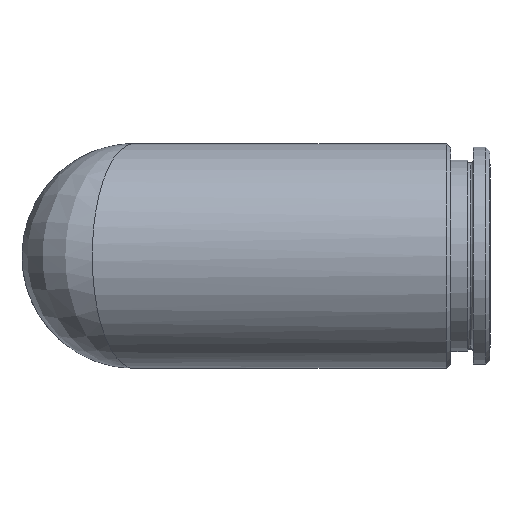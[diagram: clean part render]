
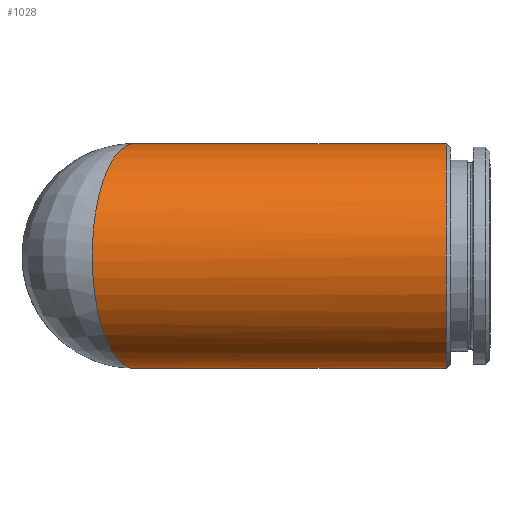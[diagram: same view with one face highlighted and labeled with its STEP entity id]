
A CAD part, left-side view. The second image highlights one B-rep face of the part: STEP entity #1028.
In plain terms, the highlighted cylindrical face has radius 8 mm (diameter 16 mm), a partial arc.
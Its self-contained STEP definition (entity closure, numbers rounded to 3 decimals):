
#450 = CARTESIAN_POINT ( 'NONE',  ( 0., 0., -8. ) ) ;
#451 = CARTESIAN_POINT ( 'NONE',  ( -16., 6., -8. ) ) ;
#452 = CARTESIAN_POINT ( 'NONE',  ( -16., 6., 8. ) ) ;
#453 = CARTESIAN_POINT ( 'NONE',  ( 0., 0., 8. ) ) ;
#456 =( BOUNDED_CURVE ( )  B_SPLINE_CURVE ( 3, ( #453, #452, #451, #450 ),
 .UNSPECIFIED., .F., .T. ) 
 B_SPLINE_CURVE_WITH_KNOTS ( ( 4, 4 ),
 ( 1.571, 4.712 ),
 .UNSPECIFIED. ) 
 CURVE ( )  GEOMETRIC_REPRESENTATION_ITEM ( )  RATIONAL_B_SPLINE_CURVE ( ( 1., 0.333, 0.333, 1. ) ) 
 REPRESENTATION_ITEM ( '' )  );
#529 = VECTOR ( 'NONE', #549, 1000. ) ;
#530 = CARTESIAN_POINT ( 'NONE',  ( 0., 22.627, 8. ) ) ;
#542 = LINE ( 'NONE', #530, #529 ) ;
#549 = DIRECTION ( 'NONE',  ( 0., -1., 0. ) ) ;
#562 = CARTESIAN_POINT ( 'NONE',  ( 0., -22.2, -8. ) ) ;
#579 = CARTESIAN_POINT ( 'NONE',  ( 0., -22.2, 8. ) ) ;
#590 = CARTESIAN_POINT ( 'NONE',  ( 0., 0., 8. ) ) ;
#938 = ORIENTED_EDGE ( 'NONE', *, *, #2140, .T. ) ;
#944 = EDGE_CURVE ( 'NONE', #2021, #2015, #1278, .T. ) ;
#952 = ORIENTED_EDGE ( 'NONE', *, *, #1245, .T. ) ;
#953 = ORIENTED_EDGE ( 'NONE', *, *, #944, .T. ) ;
#1025 = EDGE_LOOP ( 'NONE', ( #1040, #952, #938, #953 ) ) ;
#1028 = ADVANCED_FACE ( 'NONE', ( #1785 ), #1784, .T. ) ;
#1040 = ORIENTED_EDGE ( 'NONE', *, *, #1986, .F. ) ;
#1245 = EDGE_CURVE ( 'NONE', #1985, #2076, #456, .T. ) ;
#1272 = AXIS2_PLACEMENT_3D ( 'NONE', #1313, #1333, #1320 ) ;
#1278 = CIRCLE ( 'NONE', #1272, 8. ) ;
#1313 = CARTESIAN_POINT ( 'NONE',  ( 0., -22.2, 0. ) ) ;
#1320 = DIRECTION ( 'NONE',  ( 0., 0., 1. ) ) ;
#1333 = DIRECTION ( 'NONE',  ( 0., 1., 0. ) ) ;
#1465 = DIRECTION ( 'NONE',  ( 0., -1., 0. ) ) ;
#1466 = VECTOR ( 'NONE', #1465, 1000. ) ;
#1509 = CARTESIAN_POINT ( 'NONE',  ( 0., 22.627, -8. ) ) ;
#1510 = LINE ( 'NONE', #1509, #1466 ) ;
#1781 = DIRECTION ( 'NONE',  ( 0., 0., -1. ) ) ;
#1782 = DIRECTION ( 'NONE',  ( 0., -1., 0. ) ) ;
#1783 = AXIS2_PLACEMENT_3D ( 'NONE', #1791, #1782, #1781 ) ;
#1784 = CYLINDRICAL_SURFACE ( 'NONE', #1783, 8. ) ;
#1785 = FACE_OUTER_BOUND ( 'NONE', #1025, .T. ) ;
#1791 = CARTESIAN_POINT ( 'NONE',  ( 0., 22.627, 0. ) ) ;
#1985 = VERTEX_POINT ( 'NONE', #590 ) ;
#1986 = EDGE_CURVE ( 'NONE', #1985, #2015, #542, .T. ) ;
#2015 = VERTEX_POINT ( 'NONE', #579 ) ;
#2021 = VERTEX_POINT ( 'NONE', #562 ) ;
#2076 = VERTEX_POINT ( 'NONE', #2441 ) ;
#2140 = EDGE_CURVE ( 'NONE', #2076, #2021, #1510, .T. ) ;
#2441 = CARTESIAN_POINT ( 'NONE',  ( 0., 0., -8. ) ) ;
